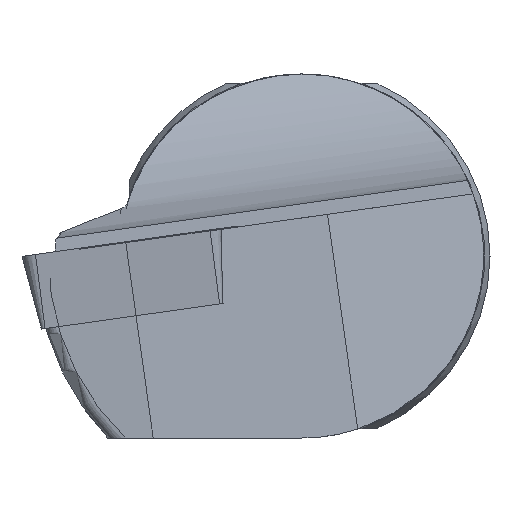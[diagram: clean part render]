
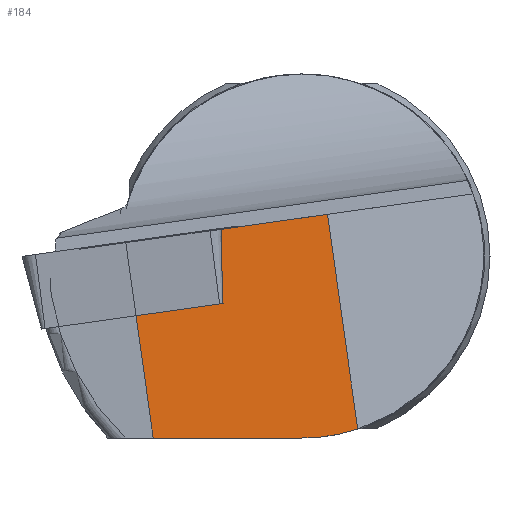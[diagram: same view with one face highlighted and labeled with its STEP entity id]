
A CAD part, left-side view. The second image highlights one B-rep face of the part: STEP entity #184.
In plain terms, the highlighted planar face has unit normal (-0.996, -0.086, 0.012).
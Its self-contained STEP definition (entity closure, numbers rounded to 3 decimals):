
#26=ELLIPSE('',#809,5.822,5.8);
#184=ADVANCED_FACE('',(#237),#206,.F.);
#206=PLANE('',#810);
#237=FACE_OUTER_BOUND('',#289,.T.);
#289=EDGE_LOOP('',(#443,#444,#445,#446,#447));
#443=ORIENTED_EDGE('',*,*,#660,.T.);
#444=ORIENTED_EDGE('',*,*,#661,.T.);
#445=ORIENTED_EDGE('',*,*,#659,.T.);
#446=ORIENTED_EDGE('',*,*,#656,.F.);
#447=ORIENTED_EDGE('',*,*,#634,.F.);
#548=VERTEX_POINT('',#1249);
#549=VERTEX_POINT('',#1250);
#565=VERTEX_POINT('',#1360);
#566=VERTEX_POINT('',#1364);
#567=VERTEX_POINT('',#1368);
#634=EDGE_CURVE('',#548,#549,#689,.T.);
#656=EDGE_CURVE('',#549,#565,#695,.T.);
#659=EDGE_CURVE('',#566,#565,#697,.T.);
#660=EDGE_CURVE('',#548,#567,#698,.T.);
#661=EDGE_CURVE('',#567,#566,#26,.T.);
#689=LINE('',#1248,#725);
#695=LINE('',#1359,#731);
#697=LINE('',#1365,#733);
#698=LINE('',#1367,#734);
#725=VECTOR('',#951,1.);
#731=VECTOR('',#983,1.);
#733=VECTOR('',#989,1.);
#734=VECTOR('',#992,1.);
#809=AXIS2_PLACEMENT_3D('',#1369,#993,#994);
#810=AXIS2_PLACEMENT_3D('',#1370,#995,#996);
#951=DIRECTION('',(0.,0.139,0.99));
#983=DIRECTION('',(0.087,-0.986,0.139));
#989=DIRECTION('',(0.,0.139,0.99));
#992=DIRECTION('',(0.086,-0.996,0.));
#993=DIRECTION('',(-0.996,-0.086,0.012));
#994=DIRECTION('',(-0.087,0.986,-0.139));
#995=DIRECTION('',(0.996,0.086,-0.012));
#996=DIRECTION('',(0.086,-0.996,0.));
#1248=CARTESIAN_POINT('',(0.675,-10.271,-48.826));
#1249=CARTESIAN_POINT('',(0.675,-4.221,-5.784));
#1250=CARTESIAN_POINT('',(0.675,-3.347,0.44));
#1359=CARTESIAN_POINT('',(0.675,-3.347,0.44));
#1360=CARTESIAN_POINT('',(1.244,-9.778,1.344));
#1364=CARTESIAN_POINT('',(1.244,-10.74,-5.502));
#1365=CARTESIAN_POINT('',(1.244,-16.701,-47.922));
#1367=CARTESIAN_POINT('',(1.196,-10.226,-5.784));
#1368=CARTESIAN_POINT('',(1.085,-8.954,-5.784));
#1369=CARTESIAN_POINT('',(1.156,-8.954,0.016));
#1370=CARTESIAN_POINT('',(0.675,-10.271,-48.826));
